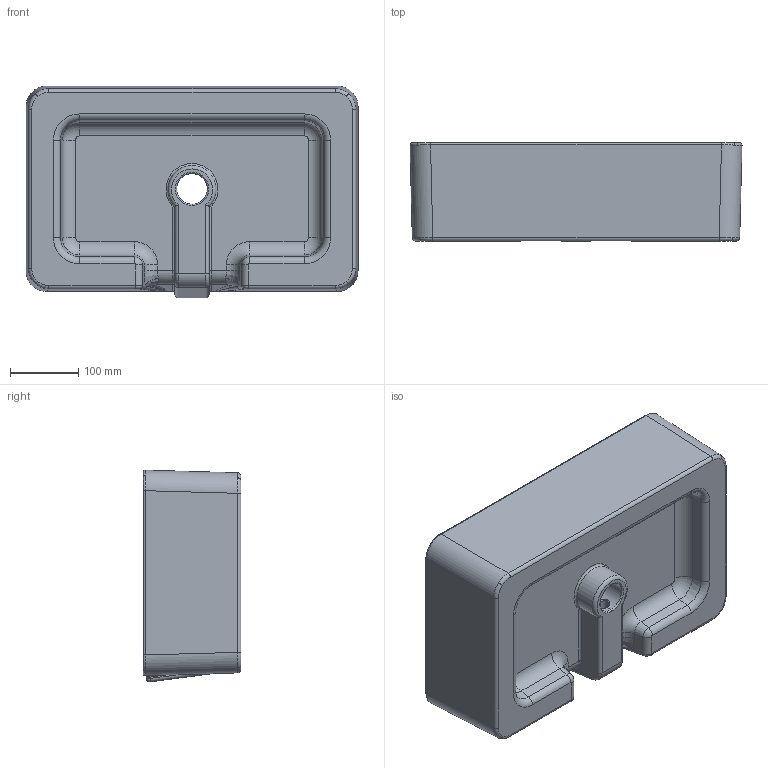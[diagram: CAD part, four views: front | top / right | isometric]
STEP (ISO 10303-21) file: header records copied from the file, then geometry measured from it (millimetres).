
FILE_DESCRIPTION (( 'STEP AP214' ), '1' );
FILE_NAME ('SI048SCB_STEP_V11223.STEP', '2023-12-13T16:16:48', ( '' ), ( '' ), 'SwSTEP 2.0', 'SolidWorks 2019', '' );
FILE_SCHEMA (( 'AUTOMOTIVE_DESIGN' ));
Length unit declared in the file: millimetre
Products named in the file (1): SI048SCB_STEP_V11223
Bounding box: 484.85 x 143 x 309.08 mm (x, y, z)
Volume: 6921520.6 mm3; surface area: 626739.6 mm2
Topology: 1 solids, 1 shells, 188 faces, 473 edges, 281 vertices
Faces by surface type: bspline 66, cylinder 60, plane 28, torus 25, cone 6, sphere 3
Entity records: 25476 total; most frequent: CARTESIAN_POINT 21525, ORIENTED_EDGE 932, DIRECTION 697, EDGE_CURVE 466, AXIS2_PLACEMENT_3D 284, VERTEX_POINT 281, EDGE_LOOP 191, ADVANCED_FACE 188
